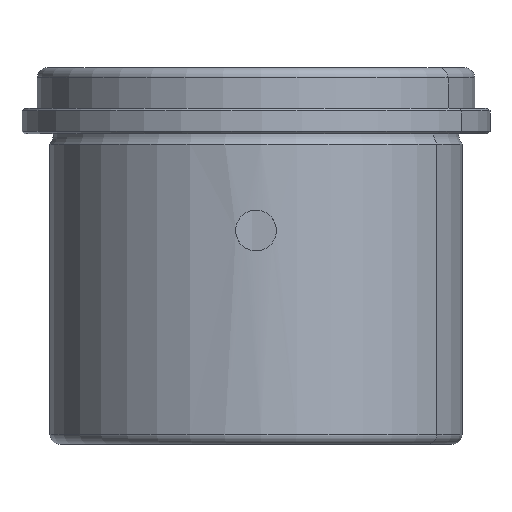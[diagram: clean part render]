
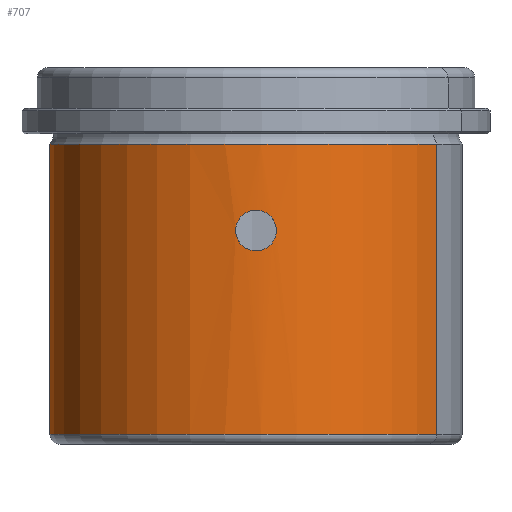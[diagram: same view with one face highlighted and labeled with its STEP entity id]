
A CAD part, front view. The second image highlights one B-rep face of the part: STEP entity #707.
In plain terms, the highlighted cylindrical face has radius 40.5 mm (diameter 81 mm), a partial arc.
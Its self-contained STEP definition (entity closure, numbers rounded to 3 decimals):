
#94=CARTESIAN_POINT('Vertex',(-3.51,-40.348,-17.082)) ;
#98=CARTESIAN_POINT('Control Point',(3.51,-40.348,-20.918)) ;
#99=CARTESIAN_POINT('Control Point',(3.321,-40.364,-21.264)) ;
#100=CARTESIAN_POINT('Control Point',(3.09,-40.383,-21.586)) ;
#101=CARTESIAN_POINT('Control Point',(2.82,-40.403,-21.878)) ;
#102=CARTESIAN_POINT('Control Point',(1.91,-40.463,-22.646)) ;
#103=CARTESIAN_POINT('Control Point',(0.761,-40.505,-23.049)) ;
#104=CARTESIAN_POINT('Control Point',(-0.059,-40.512,-23.119)) ;
#105=CARTESIAN_POINT('Control Point',(-1.662,-40.482,-22.851)) ;
#106=CARTESIAN_POINT('Control Point',(-2.955,-40.399,-21.87)) ;
#107=CARTESIAN_POINT('Control Point',(-3.466,-40.354,-21.227)) ;
#108=CARTESIAN_POINT('Control Point',(-4.025,-40.3,-19.975)) ;
#109=CARTESIAN_POINT('Control Point',(-4.038,-40.298,-18.624)) ;
#110=CARTESIAN_POINT('Control Point',(-3.95,-40.307,-18.078)) ;
#111=CARTESIAN_POINT('Control Point',(-3.77,-40.325,-17.558)) ;
#112=CARTESIAN_POINT('Control Point',(-3.51,-40.348,-17.082)) ;
#113=CARTESIAN_POINT('Vertex',(3.51,-40.348,-20.918)) ;
#250=CARTESIAN_POINT('Vertex',(35.542,-19.417,-59.)) ;
#253=CARTESIAN_POINT('Axis2P3D Location',(0.,0.,-59.)) ;
#257=CARTESIAN_POINT('Vertex',(-35.542,19.417,-59.)) ;
#289=CARTESIAN_POINT('Axis2P3D Location',(0.,0.,-24.)) ;
#294=CARTESIAN_POINT('Line Origine',(-35.542,19.417,-31.5)) ;
#298=CARTESIAN_POINT('Vertex',(-35.542,19.417,-2.)) ;
#305=CARTESIAN_POINT('Vertex',(35.542,-19.417,-2.)) ;
#308=CARTESIAN_POINT('Line Origine',(35.542,-19.417,-31.5)) ;
#642=CARTESIAN_POINT('Axis2P3D Location',(0.,0.,-2.)) ;
#687=CARTESIAN_POINT('Control Point',(-3.51,-40.348,-17.082)) ;
#688=CARTESIAN_POINT('Control Point',(-3.321,-40.364,-16.736)) ;
#689=CARTESIAN_POINT('Control Point',(-3.09,-40.383,-16.414)) ;
#690=CARTESIAN_POINT('Control Point',(-2.82,-40.403,-16.122)) ;
#691=CARTESIAN_POINT('Control Point',(-1.91,-40.463,-15.354)) ;
#692=CARTESIAN_POINT('Control Point',(-0.761,-40.505,-14.951)) ;
#693=CARTESIAN_POINT('Control Point',(0.059,-40.512,-14.881)) ;
#694=CARTESIAN_POINT('Control Point',(1.662,-40.482,-15.149)) ;
#695=CARTESIAN_POINT('Control Point',(2.955,-40.399,-16.13)) ;
#696=CARTESIAN_POINT('Control Point',(3.466,-40.354,-16.773)) ;
#697=CARTESIAN_POINT('Control Point',(4.025,-40.3,-18.025)) ;
#698=CARTESIAN_POINT('Control Point',(4.038,-40.298,-19.376)) ;
#699=CARTESIAN_POINT('Control Point',(3.95,-40.307,-19.922)) ;
#700=CARTESIAN_POINT('Control Point',(3.77,-40.325,-20.442)) ;
#701=CARTESIAN_POINT('Control Point',(3.51,-40.348,-20.918)) ;
#254=DIRECTION('Axis2P3D Direction',(0.,0.,-1.)) ;
#290=DIRECTION('Axis2P3D Direction',(0.,0.,-1.)) ;
#291=DIRECTION('Axis2P3D XDirection',(-0.878,0.479,-0.)) ;
#295=DIRECTION('Vector Direction',(0.,0.,-1.)) ;
#309=DIRECTION('Vector Direction',(0.,0.,-1.)) ;
#643=DIRECTION('Axis2P3D Direction',(0.,0.,-1.)) ;
#255=AXIS2_PLACEMENT_3D('Circle Axis2P3D',#253,#254,$) ;
#292=AXIS2_PLACEMENT_3D('Cylinder Axis2P3D',#289,#290,#291) ;
#644=AXIS2_PLACEMENT_3D('Circle Axis2P3D',#642,#643,$) ;
#681=ORIENTED_EDGE('',*,*,#312,.T.) ;
#682=ORIENTED_EDGE('',*,*,#646,.T.) ;
#683=ORIENTED_EDGE('',*,*,#300,.F.) ;
#684=ORIENTED_EDGE('',*,*,#259,.F.) ;
#704=ORIENTED_EDGE('',*,*,#115,.T.) ;
#705=ORIENTED_EDGE('',*,*,#702,.T.) ;
#706=FACE_BOUND('',#703,.T.) ;
#296=VECTOR('Line Direction',#295,1.) ;
#310=VECTOR('Line Direction',#309,1.) ;
#707=ADVANCED_FACE('PartBody',(#685,#706),#293,.T.) ;
#97=B_SPLINE_CURVE_WITH_KNOTS('',5,(#98,#99,#100,#101,#102,#103,#104,#105,#106,#107,#108,#109,#110,#111,#112),.UNSPECIFIED.,.F.,.U.,(6,3,3,3,6),(0.,2.789,8.365,13.947,17.782),.UNSPECIFIED.) ;
#686=B_SPLINE_CURVE_WITH_KNOTS('',5,(#687,#688,#689,#690,#691,#692,#693,#694,#695,#696,#697,#698,#699,#700,#701),.UNSPECIFIED.,.F.,.U.,(6,3,3,3,6),(0.,2.789,8.365,13.947,17.782),.UNSPECIFIED.) ;
#256=CIRCLE('generated circle',#255,40.5) ;
#645=CIRCLE('generated circle',#644,40.5) ;
#293=CYLINDRICAL_SURFACE('generated cylinder',#292,40.5) ;
#115=EDGE_CURVE('',#114,#95,#97,.T.) ;
#259=EDGE_CURVE('',#251,#258,#256,.T.) ;
#300=EDGE_CURVE('',#258,#299,#297,.F.) ;
#312=EDGE_CURVE('',#251,#306,#311,.F.) ;
#646=EDGE_CURVE('',#306,#299,#645,.T.) ;
#702=EDGE_CURVE('',#95,#114,#686,.T.) ;
#680=EDGE_LOOP('',(#681,#682,#683,#684)) ;
#703=EDGE_LOOP('',(#704,#705)) ;
#685=FACE_OUTER_BOUND('',#680,.T.) ;
#297=LINE('Line',#294,#296) ;
#311=LINE('Line',#308,#310) ;
#95=VERTEX_POINT('',#94) ;
#114=VERTEX_POINT('',#113) ;
#251=VERTEX_POINT('',#250) ;
#258=VERTEX_POINT('',#257) ;
#299=VERTEX_POINT('',#298) ;
#306=VERTEX_POINT('',#305) ;
